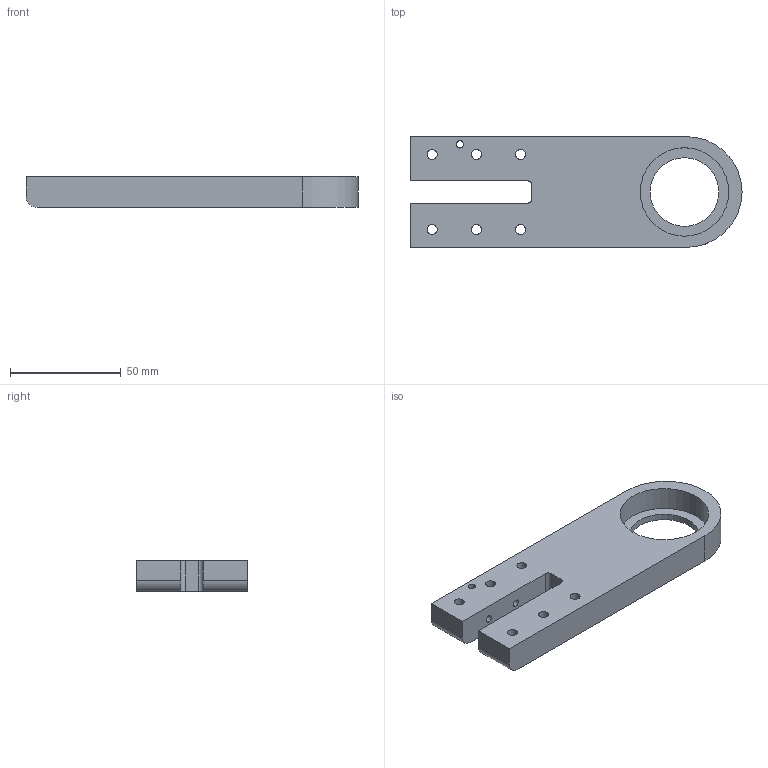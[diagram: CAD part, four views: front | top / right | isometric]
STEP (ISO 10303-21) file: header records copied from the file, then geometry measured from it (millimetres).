
FILE_DESCRIPTION (( 'STEP AP203' ), '1' );
FILE_NAME ('J6 main bearing arm.STEP', '2017-06-27T01:07:41', ( '' ), ( '' ), 'SwSTEP 2.0', 'SolidWorks 2016', '' );
FILE_SCHEMA (( 'CONFIG_CONTROL_DESIGN' ));
Length unit declared in the file: millimetre
Products named in the file (1): J6 main bearing arm
Bounding box: 150 x 50 x 14 mm (x, y, z)
Volume: 74970.6 mm3; surface area: 21646.8 mm2
Topology: 1 solids, 1 shells, 50 faces, 129 edges, 82 vertices
Faces by surface type: cylinder 28, cone 12, plane 10
Entity records: 1662 total; most frequent: DIRECTION 299, CARTESIAN_POINT 262, ORIENTED_EDGE 258, EDGE_CURVE 129, AXIS2_PLACEMENT_3D 119, VERTEX_POINT 82, EDGE_LOOP 71, CIRCLE 68
